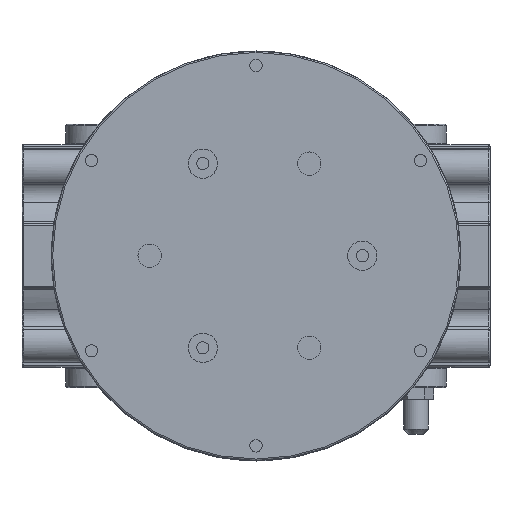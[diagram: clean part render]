
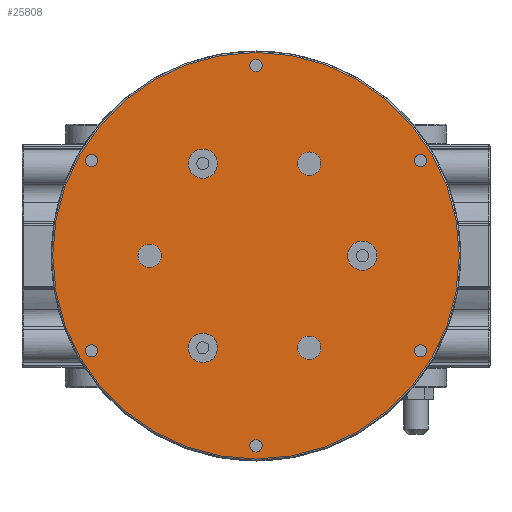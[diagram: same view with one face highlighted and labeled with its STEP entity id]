
A CAD part, top view. The second image highlights one B-rep face of the part: STEP entity #25808.
In plain terms, the highlighted planar face has unit normal (0, 0, 1).
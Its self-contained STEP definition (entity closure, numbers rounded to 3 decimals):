
#8195=CARTESIAN_POINT('',(0.,65.,42.2));
#8196=DIRECTION('',(0.,0.,-1.));
#8197=DIRECTION('',(-1.,0.,0.));
#8198=AXIS2_PLACEMENT_3D('',#8195,#8196,#8197);
#8200=CARTESIAN_POINT('',(0.,65.,42.2));
#8201=DIRECTION('',(0.,0.,-1.));
#8202=DIRECTION('',(1.,0.,0.));
#8203=AXIS2_PLACEMENT_3D('',#8200,#8201,#8202);
#8205=CARTESIAN_POINT('',(-56.292,32.5,42.2));
#8206=DIRECTION('',(0.,0.,-1.));
#8207=DIRECTION('',(-0.5,-0.866,0.));
#8208=AXIS2_PLACEMENT_3D('',#8205,#8206,#8207);
#8210=CARTESIAN_POINT('',(-56.292,32.5,42.2));
#8211=DIRECTION('',(0.,0.,-1.));
#8212=DIRECTION('',(0.5,0.866,0.));
#8213=AXIS2_PLACEMENT_3D('',#8210,#8211,#8212);
#8215=CARTESIAN_POINT('',(-56.292,-32.5,42.2));
#8216=DIRECTION('',(0.,0.,-1.));
#8217=DIRECTION('',(0.5,-0.866,0.));
#8218=AXIS2_PLACEMENT_3D('',#8215,#8216,#8217);
#8220=CARTESIAN_POINT('',(-56.292,-32.5,42.2));
#8221=DIRECTION('',(0.,0.,-1.));
#8222=DIRECTION('',(-0.5,0.866,0.));
#8223=AXIS2_PLACEMENT_3D('',#8220,#8221,#8222);
#8225=CARTESIAN_POINT('',(0.,-65.,42.2));
#8226=DIRECTION('',(0.,0.,-1.));
#8227=DIRECTION('',(1.,0.,0.));
#8228=AXIS2_PLACEMENT_3D('',#8225,#8226,#8227);
#8230=CARTESIAN_POINT('',(0.,-65.,42.2));
#8231=DIRECTION('',(0.,0.,-1.));
#8232=DIRECTION('',(-1.,0.,0.));
#8233=AXIS2_PLACEMENT_3D('',#8230,#8231,#8232);
#8235=CARTESIAN_POINT('',(56.292,-32.5,42.2));
#8236=DIRECTION('',(0.,0.,-1.));
#8237=DIRECTION('',(0.5,0.866,0.));
#8238=AXIS2_PLACEMENT_3D('',#8235,#8236,#8237);
#8240=CARTESIAN_POINT('',(56.292,-32.5,42.2));
#8241=DIRECTION('',(0.,0.,-1.));
#8242=DIRECTION('',(-0.5,-0.866,0.));
#8243=AXIS2_PLACEMENT_3D('',#8240,#8241,#8242);
#8245=CARTESIAN_POINT('',(56.292,32.5,42.2));
#8246=DIRECTION('',(0.,0.,-1.));
#8247=DIRECTION('',(-0.5,0.866,0.));
#8248=AXIS2_PLACEMENT_3D('',#8245,#8246,#8247);
#8250=CARTESIAN_POINT('',(56.292,32.5,42.2));
#8251=DIRECTION('',(0.,0.,-1.));
#8252=DIRECTION('',(0.5,-0.866,0.));
#8253=AXIS2_PLACEMENT_3D('',#8250,#8251,#8252);
#8255=CARTESIAN_POINT('',(-36.35,0.,42.2));
#8256=DIRECTION('',(0.,0.,1.));
#8257=DIRECTION('',(-1.,0.,0.));
#8258=AXIS2_PLACEMENT_3D('',#8255,#8256,#8257);
#8260=CARTESIAN_POINT('',(-36.35,0.,42.2));
#8261=DIRECTION('',(0.,0.,1.));
#8262=DIRECTION('',(1.,0.,0.));
#8263=AXIS2_PLACEMENT_3D('',#8260,#8261,#8262);
#8265=CARTESIAN_POINT('',(36.35,0.,42.2));
#8266=DIRECTION('',(0.,0.,1.));
#8267=DIRECTION('',(-1.,0.,0.));
#8268=AXIS2_PLACEMENT_3D('',#8265,#8266,#8267);
#8270=CARTESIAN_POINT('',(36.35,0.,42.2));
#8271=DIRECTION('',(0.,0.,1.));
#8272=DIRECTION('',(1.,0.,0.));
#8273=AXIS2_PLACEMENT_3D('',#8270,#8271,#8272);
#8275=CARTESIAN_POINT('',(-18.175,-31.48,42.2));
#8276=DIRECTION('',(0.,0.,1.));
#8277=DIRECTION('',(-1.,0.,0.));
#8278=AXIS2_PLACEMENT_3D('',#8275,#8276,#8277);
#8280=CARTESIAN_POINT('',(-18.175,-31.48,42.2));
#8281=DIRECTION('',(0.,0.,1.));
#8282=DIRECTION('',(1.,0.,0.));
#8283=AXIS2_PLACEMENT_3D('',#8280,#8281,#8282);
#8285=CARTESIAN_POINT('',(18.175,31.48,42.2));
#8286=DIRECTION('',(0.,0.,1.));
#8287=DIRECTION('',(-1.,0.,0.));
#8288=AXIS2_PLACEMENT_3D('',#8285,#8286,#8287);
#8290=CARTESIAN_POINT('',(18.175,31.48,42.2));
#8291=DIRECTION('',(0.,0.,1.));
#8292=DIRECTION('',(1.,0.,0.));
#8293=AXIS2_PLACEMENT_3D('',#8290,#8291,#8292);
#8295=CARTESIAN_POINT('',(-18.175,31.48,42.2));
#8296=DIRECTION('',(0.,0.,1.));
#8297=DIRECTION('',(-1.,0.,0.));
#8298=AXIS2_PLACEMENT_3D('',#8295,#8296,#8297);
#8300=CARTESIAN_POINT('',(-18.175,31.48,42.2));
#8301=DIRECTION('',(0.,0.,1.));
#8302=DIRECTION('',(1.,0.,0.));
#8303=AXIS2_PLACEMENT_3D('',#8300,#8301,#8302);
#8305=CARTESIAN_POINT('',(18.175,-31.48,42.2));
#8306=DIRECTION('',(0.,0.,1.));
#8307=DIRECTION('',(-1.,0.,0.));
#8308=AXIS2_PLACEMENT_3D('',#8305,#8306,#8307);
#8310=CARTESIAN_POINT('',(18.175,-31.48,42.2));
#8311=DIRECTION('',(0.,0.,1.));
#8312=DIRECTION('',(1.,0.,0.));
#8313=AXIS2_PLACEMENT_3D('',#8310,#8311,#8312);
#8315=CARTESIAN_POINT('',(0.,0.,42.2));
#8316=DIRECTION('',(0.,0.,1.));
#8317=DIRECTION('',(0.,1.,0.));
#8318=AXIS2_PLACEMENT_3D('',#8315,#8316,#8317);
#8320=CARTESIAN_POINT('',(0.,0.,42.2));
#8321=DIRECTION('',(0.,0.,1.));
#8322=DIRECTION('',(0.,-1.,0.));
#8323=AXIS2_PLACEMENT_3D('',#8320,#8321,#8322);
#10487=CARTESIAN_POINT('',(-2.1,65.,42.2));
#10488=CARTESIAN_POINT('',(2.1,65.,42.2));
#10489=VERTEX_POINT('',#10487);
#10490=VERTEX_POINT('',#10488);
#10495=CARTESIAN_POINT('',(-57.342,30.681,42.2));
#10496=CARTESIAN_POINT('',(-55.242,34.319,42.2));
#10497=VERTEX_POINT('',#10495);
#10498=VERTEX_POINT('',#10496);
#10503=CARTESIAN_POINT('',(-55.242,-34.319,42.2));
#10504=CARTESIAN_POINT('',(-57.342,-30.681,42.2));
#10505=VERTEX_POINT('',#10503);
#10506=VERTEX_POINT('',#10504);
#10511=CARTESIAN_POINT('',(2.1,-65.,42.2));
#10512=CARTESIAN_POINT('',(-2.1,-65.,42.2));
#10513=VERTEX_POINT('',#10511);
#10514=VERTEX_POINT('',#10512);
#10519=CARTESIAN_POINT('',(57.342,-30.681,42.2));
#10520=CARTESIAN_POINT('',(55.242,-34.319,42.2));
#10521=VERTEX_POINT('',#10519);
#10522=VERTEX_POINT('',#10520);
#10527=CARTESIAN_POINT('',(55.242,34.319,42.2));
#10528=CARTESIAN_POINT('',(57.342,30.681,42.2));
#10529=VERTEX_POINT('',#10527);
#10530=VERTEX_POINT('',#10528);
#10555=CARTESIAN_POINT('',(-40.35,0.,42.2));
#10556=CARTESIAN_POINT('',(-32.35,0.,42.2));
#10557=VERTEX_POINT('',#10555);
#10558=VERTEX_POINT('',#10556);
#10559=CARTESIAN_POINT('',(31.35,0.,42.2));
#10560=CARTESIAN_POINT('',(41.35,0.,42.2));
#10561=VERTEX_POINT('',#10559);
#10562=VERTEX_POINT('',#10560);
#10563=CARTESIAN_POINT('',(-23.175,-31.48,42.2));
#10564=CARTESIAN_POINT('',(-13.175,-31.48,42.2));
#10565=VERTEX_POINT('',#10563);
#10566=VERTEX_POINT('',#10564);
#10567=CARTESIAN_POINT('',(14.175,31.48,42.2));
#10568=CARTESIAN_POINT('',(22.175,31.48,42.2));
#10569=VERTEX_POINT('',#10567);
#10570=VERTEX_POINT('',#10568);
#10571=CARTESIAN_POINT('',(-23.175,31.48,42.2));
#10572=CARTESIAN_POINT('',(-13.175,31.48,42.2));
#10573=VERTEX_POINT('',#10571);
#10574=VERTEX_POINT('',#10572);
#10575=CARTESIAN_POINT('',(14.175,-31.48,42.2));
#10576=CARTESIAN_POINT('',(22.175,-31.48,42.2));
#10577=VERTEX_POINT('',#10575);
#10578=VERTEX_POINT('',#10576);
#11023=CARTESIAN_POINT('',(0.,69.5,42.2));
#11024=CARTESIAN_POINT('',(0.,-69.5,42.2));
#11025=VERTEX_POINT('',#11023);
#11026=VERTEX_POINT('',#11024);
#25726=CARTESIAN_POINT('',(0.,0.,42.2));
#25727=DIRECTION('',(0.,0.,1.));
#25728=DIRECTION('',(0.,1.,0.));
#25729=AXIS2_PLACEMENT_3D('',#25726,#25727,#25728);
#25730=PLANE('',#25729);
#25732=ORIENTED_EDGE('',*,*,#25731,.F.);
#25733=ORIENTED_EDGE('',*,*,#25716,.F.);
#25734=EDGE_LOOP('',(#25732,#25733));
#25735=FACE_OUTER_BOUND('',#25734,.F.);
#25737=ORIENTED_EDGE('',*,*,#25736,.F.);
#25739=ORIENTED_EDGE('',*,*,#25738,.F.);
#25740=EDGE_LOOP('',(#25737,#25739));
#25741=FACE_BOUND('',#25740,.F.);
#25743=ORIENTED_EDGE('',*,*,#25742,.F.);
#25745=ORIENTED_EDGE('',*,*,#25744,.F.);
#25746=EDGE_LOOP('',(#25743,#25745));
#25747=FACE_BOUND('',#25746,.F.);
#25749=ORIENTED_EDGE('',*,*,#25748,.F.);
#25751=ORIENTED_EDGE('',*,*,#25750,.F.);
#25752=EDGE_LOOP('',(#25749,#25751));
#25753=FACE_BOUND('',#25752,.F.);
#25755=ORIENTED_EDGE('',*,*,#25754,.F.);
#25757=ORIENTED_EDGE('',*,*,#25756,.F.);
#25758=EDGE_LOOP('',(#25755,#25757));
#25759=FACE_BOUND('',#25758,.F.);
#25761=ORIENTED_EDGE('',*,*,#25760,.F.);
#25763=ORIENTED_EDGE('',*,*,#25762,.F.);
#25764=EDGE_LOOP('',(#25761,#25763));
#25765=FACE_BOUND('',#25764,.F.);
#25767=ORIENTED_EDGE('',*,*,#25766,.T.);
#25769=ORIENTED_EDGE('',*,*,#25768,.T.);
#25770=EDGE_LOOP('',(#25767,#25769));
#25771=FACE_BOUND('',#25770,.F.);
#25773=ORIENTED_EDGE('',*,*,#25772,.T.);
#25775=ORIENTED_EDGE('',*,*,#25774,.T.);
#25776=EDGE_LOOP('',(#25773,#25775));
#25777=FACE_BOUND('',#25776,.F.);
#25779=ORIENTED_EDGE('',*,*,#25778,.T.);
#25781=ORIENTED_EDGE('',*,*,#25780,.T.);
#25782=EDGE_LOOP('',(#25779,#25781));
#25783=FACE_BOUND('',#25782,.F.);
#25785=ORIENTED_EDGE('',*,*,#25784,.T.);
#25787=ORIENTED_EDGE('',*,*,#25786,.T.);
#25788=EDGE_LOOP('',(#25785,#25787));
#25789=FACE_BOUND('',#25788,.F.);
#25791=ORIENTED_EDGE('',*,*,#25790,.T.);
#25793=ORIENTED_EDGE('',*,*,#25792,.T.);
#25794=EDGE_LOOP('',(#25791,#25793));
#25795=FACE_BOUND('',#25794,.F.);
#25797=ORIENTED_EDGE('',*,*,#25796,.T.);
#25799=ORIENTED_EDGE('',*,*,#25798,.T.);
#25800=EDGE_LOOP('',(#25797,#25799));
#25801=FACE_BOUND('',#25800,.F.);
#25803=ORIENTED_EDGE('',*,*,#25802,.F.);
#25805=ORIENTED_EDGE('',*,*,#25804,.F.);
#25806=EDGE_LOOP('',(#25803,#25805));
#25807=FACE_BOUND('',#25806,.F.);
#25808=ADVANCED_FACE('',(#25735,#25741,#25747,#25753,#25759,#25765,#25771,
#25777,#25783,#25789,#25795,#25801,#25807),#25730,.T.);
#8199=CIRCLE('',#8198,2.1);
#8204=CIRCLE('',#8203,2.1);
#8209=CIRCLE('',#8208,2.1);
#8214=CIRCLE('',#8213,2.1);
#8219=CIRCLE('',#8218,2.1);
#8224=CIRCLE('',#8223,2.1);
#8229=CIRCLE('',#8228,2.1);
#8234=CIRCLE('',#8233,2.1);
#8239=CIRCLE('',#8238,2.1);
#8244=CIRCLE('',#8243,2.1);
#8249=CIRCLE('',#8248,2.1);
#8254=CIRCLE('',#8253,2.1);
#8259=CIRCLE('',#8258,4.);
#8264=CIRCLE('',#8263,4.);
#8269=CIRCLE('',#8268,5.);
#8274=CIRCLE('',#8273,5.);
#8279=CIRCLE('',#8278,5.);
#8284=CIRCLE('',#8283,5.);
#8289=CIRCLE('',#8288,4.);
#8294=CIRCLE('',#8293,4.);
#8299=CIRCLE('',#8298,5.);
#8304=CIRCLE('',#8303,5.);
#8309=CIRCLE('',#8308,4.);
#8314=CIRCLE('',#8313,4.);
#8319=CIRCLE('',#8318,69.5);
#8324=CIRCLE('',#8323,69.5);
#25716=EDGE_CURVE('',#11026,#11025,#8324,.T.);
#25731=EDGE_CURVE('',#11025,#11026,#8319,.T.);
#25736=EDGE_CURVE('',#10497,#10498,#8209,.T.);
#25738=EDGE_CURVE('',#10498,#10497,#8214,.T.);
#25742=EDGE_CURVE('',#10505,#10506,#8219,.T.);
#25744=EDGE_CURVE('',#10506,#10505,#8224,.T.);
#25748=EDGE_CURVE('',#10513,#10514,#8229,.T.);
#25750=EDGE_CURVE('',#10514,#10513,#8234,.T.);
#25754=EDGE_CURVE('',#10521,#10522,#8239,.T.);
#25756=EDGE_CURVE('',#10522,#10521,#8244,.T.);
#25760=EDGE_CURVE('',#10529,#10530,#8249,.T.);
#25762=EDGE_CURVE('',#10530,#10529,#8254,.T.);
#25766=EDGE_CURVE('',#10557,#10558,#8259,.T.);
#25768=EDGE_CURVE('',#10558,#10557,#8264,.T.);
#25772=EDGE_CURVE('',#10561,#10562,#8269,.T.);
#25774=EDGE_CURVE('',#10562,#10561,#8274,.T.);
#25778=EDGE_CURVE('',#10565,#10566,#8279,.T.);
#25780=EDGE_CURVE('',#10566,#10565,#8284,.T.);
#25784=EDGE_CURVE('',#10569,#10570,#8289,.T.);
#25786=EDGE_CURVE('',#10570,#10569,#8294,.T.);
#25790=EDGE_CURVE('',#10573,#10574,#8299,.T.);
#25792=EDGE_CURVE('',#10574,#10573,#8304,.T.);
#25796=EDGE_CURVE('',#10577,#10578,#8309,.T.);
#25798=EDGE_CURVE('',#10578,#10577,#8314,.T.);
#25802=EDGE_CURVE('',#10489,#10490,#8199,.T.);
#25804=EDGE_CURVE('',#10490,#10489,#8204,.T.);
